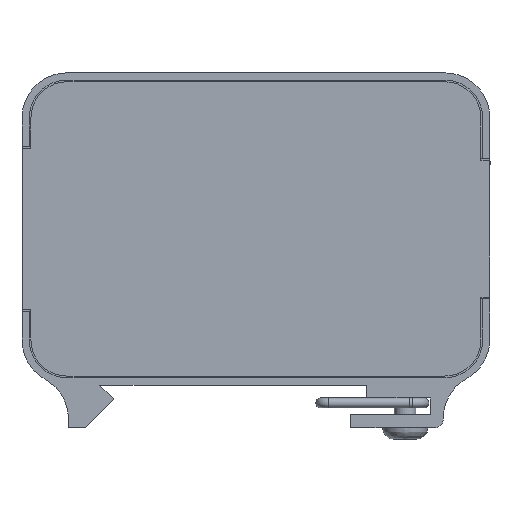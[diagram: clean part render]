
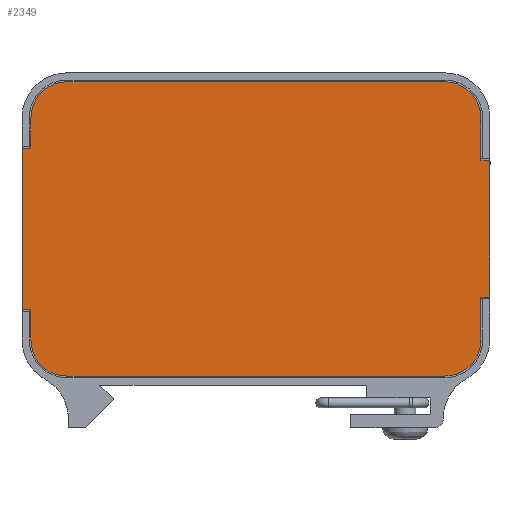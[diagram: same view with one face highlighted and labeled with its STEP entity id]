
A CAD part, front view. The second image highlights one B-rep face of the part: STEP entity #2349.
In plain terms, the highlighted face is planar.
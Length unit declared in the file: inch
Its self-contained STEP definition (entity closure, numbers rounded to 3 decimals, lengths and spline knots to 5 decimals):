
#203=CIRCLE('',#2527,0.2);
#205=CIRCLE('',#2535,0.2);
#207=CIRCLE('',#2539,0.2);
#209=CIRCLE('',#2547,0.2);
#386=FACE_OUTER_BOUND('',#536,.T.);
#536=EDGE_LOOP('',(#1982,#1983,#1984,#1985,#1986,#1987,#1988,#1989,#1990,
#1991,#1992,#1993,#1994,#1995,#1996,#1997));
#736=LINE('',#3704,#956);
#739=LINE('',#3710,#959);
#742=LINE('',#3716,#962);
#745=LINE('',#3722,#965);
#748=LINE('',#3728,#968);
#752=LINE('',#3740,#972);
#756=LINE('',#3752,#976);
#759=LINE('',#3758,#979);
#762=LINE('',#3764,#982);
#765=LINE('',#3770,#985);
#768=LINE('',#3776,#988);
#772=LINE('',#3786,#992);
#956=VECTOR('',#3008,0.1695);
#959=VECTOR('',#3013,0.05);
#962=VECTOR('',#3018,0.896);
#965=VECTOR('',#3023,0.05);
#968=VECTOR('',#3028,0.1695);
#972=VECTOR('',#3040,2.1);
#976=VECTOR('',#3052,0.2385);
#979=VECTOR('',#3057,0.05);
#982=VECTOR('',#3062,0.758);
#985=VECTOR('',#3067,0.05);
#988=VECTOR('',#3072,0.2385);
#992=VECTOR('',#3084,2.1);
#1171=VERTEX_POINT('',#3695);
#1172=VERTEX_POINT('',#3697);
#1174=VERTEX_POINT('',#3703);
#1176=VERTEX_POINT('',#3709);
#1178=VERTEX_POINT('',#3715);
#1180=VERTEX_POINT('',#3721);
#1182=VERTEX_POINT('',#3727);
#1184=VERTEX_POINT('',#3733);
#1186=VERTEX_POINT('',#3739);
#1188=VERTEX_POINT('',#3745);
#1190=VERTEX_POINT('',#3751);
#1192=VERTEX_POINT('',#3757);
#1194=VERTEX_POINT('',#3763);
#1196=VERTEX_POINT('',#3769);
#1198=VERTEX_POINT('',#3775);
#1200=VERTEX_POINT('',#3781);
#1440=EDGE_CURVE('',#1172,#1171,#203,.T.);
#1443=EDGE_CURVE('',#1174,#1172,#736,.T.);
#1446=EDGE_CURVE('',#1176,#1174,#739,.T.);
#1449=EDGE_CURVE('',#1178,#1176,#742,.T.);
#1452=EDGE_CURVE('',#1180,#1178,#745,.T.);
#1455=EDGE_CURVE('',#1182,#1180,#748,.T.);
#1458=EDGE_CURVE('',#1184,#1182,#205,.T.);
#1461=EDGE_CURVE('',#1186,#1184,#752,.T.);
#1464=EDGE_CURVE('',#1188,#1186,#207,.T.);
#1467=EDGE_CURVE('',#1190,#1188,#756,.T.);
#1470=EDGE_CURVE('',#1192,#1190,#759,.T.);
#1473=EDGE_CURVE('',#1194,#1192,#762,.T.);
#1476=EDGE_CURVE('',#1196,#1194,#765,.T.);
#1479=EDGE_CURVE('',#1198,#1196,#768,.T.);
#1482=EDGE_CURVE('',#1200,#1198,#209,.T.);
#1485=EDGE_CURVE('',#1171,#1200,#772,.T.);
#1982=ORIENTED_EDGE('',*,*,#1485,.T.);
#1983=ORIENTED_EDGE('',*,*,#1482,.T.);
#1984=ORIENTED_EDGE('',*,*,#1479,.T.);
#1985=ORIENTED_EDGE('',*,*,#1476,.T.);
#1986=ORIENTED_EDGE('',*,*,#1473,.T.);
#1987=ORIENTED_EDGE('',*,*,#1470,.T.);
#1988=ORIENTED_EDGE('',*,*,#1467,.T.);
#1989=ORIENTED_EDGE('',*,*,#1464,.T.);
#1990=ORIENTED_EDGE('',*,*,#1461,.T.);
#1991=ORIENTED_EDGE('',*,*,#1458,.T.);
#1992=ORIENTED_EDGE('',*,*,#1455,.T.);
#1993=ORIENTED_EDGE('',*,*,#1452,.T.);
#1994=ORIENTED_EDGE('',*,*,#1449,.T.);
#1995=ORIENTED_EDGE('',*,*,#1446,.T.);
#1996=ORIENTED_EDGE('',*,*,#1443,.T.);
#1997=ORIENTED_EDGE('',*,*,#1440,.T.);
#2231=PLANE('',#2549);
#2349=ADVANCED_FACE('',(#386),#2231,.T.);
#2527=AXIS2_PLACEMENT_3D('',#3698,#3002,#3003);
#2535=AXIS2_PLACEMENT_3D('',#3734,#3034,#3035);
#2539=AXIS2_PLACEMENT_3D('',#3746,#3046,#3047);
#2547=AXIS2_PLACEMENT_3D('',#3782,#3078,#3079);
#2549=AXIS2_PLACEMENT_3D('',#3787,#3085,#3086);
#3002=DIRECTION('center_axis',(0.,1.,0.));
#3003=DIRECTION('ref_axis',(1.,0.,0.));
#3008=DIRECTION('',(0.,0.,1.));
#3013=DIRECTION('',(1.,0.,0.));
#3018=DIRECTION('',(0.,0.,1.));
#3023=DIRECTION('',(-1.,0.,0.));
#3028=DIRECTION('',(0.,0.,1.));
#3034=DIRECTION('center_axis',(0.,1.,0.));
#3035=DIRECTION('ref_axis',(0.,0.,1.));
#3040=DIRECTION('',(-1.,0.,0.));
#3046=DIRECTION('center_axis',(0.,1.,0.));
#3047=DIRECTION('ref_axis',(-1.,0.,0.));
#3052=DIRECTION('',(0.,0.,-1.));
#3057=DIRECTION('',(-1.,0.,0.));
#3062=DIRECTION('',(0.,0.,-1.));
#3067=DIRECTION('',(1.,0.,0.));
#3072=DIRECTION('',(0.,0.,-1.));
#3078=DIRECTION('center_axis',(0.,1.,0.));
#3079=DIRECTION('ref_axis',(0.,0.,-1.));
#3084=DIRECTION('',(1.,0.,0.));
#3085=DIRECTION('center_axis',(0.,1.,0.));
#3086=DIRECTION('ref_axis',(0.,0.,1.));
#3695=CARTESIAN_POINT('',(-1.51178,0.0625,0.93959));
#3697=CARTESIAN_POINT('',(-1.71178,0.0625,0.73959));
#3698=CARTESIAN_POINT('Origin',(-1.51178,0.0625,0.73959));
#3703=CARTESIAN_POINT('',(-1.71178,0.0625,0.57009));
#3704=CARTESIAN_POINT('',(-1.71178,0.0625,0.73959));
#3709=CARTESIAN_POINT('',(-1.76178,0.0625,0.57009));
#3710=CARTESIAN_POINT('',(-1.71178,0.0625,0.57009));
#3715=CARTESIAN_POINT('',(-1.76178,0.0625,-0.32591));
#3716=CARTESIAN_POINT('',(-1.76178,0.0625,0.57009));
#3721=CARTESIAN_POINT('',(-1.71178,0.0625,-0.32591));
#3722=CARTESIAN_POINT('',(-1.76178,0.0625,-0.32591));
#3727=CARTESIAN_POINT('',(-1.71178,0.0625,-0.49541));
#3728=CARTESIAN_POINT('',(-1.71178,0.0625,-0.32591));
#3733=CARTESIAN_POINT('',(-1.51178,0.0625,-0.69541));
#3734=CARTESIAN_POINT('Origin',(-1.51178,0.0625,-0.49541));
#3739=CARTESIAN_POINT('',(0.58822,0.0625,-0.69541));
#3740=CARTESIAN_POINT('',(-1.51178,0.0625,-0.69541));
#3745=CARTESIAN_POINT('',(0.78822,0.0625,-0.49541));
#3746=CARTESIAN_POINT('Origin',(0.58822,0.0625,-0.49541));
#3751=CARTESIAN_POINT('',(0.78822,0.0625,-0.25691));
#3752=CARTESIAN_POINT('',(0.78822,0.0625,-0.49541));
#3757=CARTESIAN_POINT('',(0.83822,0.0625,-0.25691));
#3758=CARTESIAN_POINT('',(0.78822,0.0625,-0.25691));
#3763=CARTESIAN_POINT('',(0.83822,0.0625,0.50109));
#3764=CARTESIAN_POINT('',(0.83822,0.0625,-0.25691));
#3769=CARTESIAN_POINT('',(0.78822,0.0625,0.50109));
#3770=CARTESIAN_POINT('',(0.83822,0.0625,0.50109));
#3775=CARTESIAN_POINT('',(0.78822,0.0625,0.73959));
#3776=CARTESIAN_POINT('',(0.78822,0.0625,0.50109));
#3781=CARTESIAN_POINT('',(0.58822,0.0625,0.93959));
#3782=CARTESIAN_POINT('Origin',(0.58822,0.0625,0.73959));
#3786=CARTESIAN_POINT('',(0.58822,0.0625,0.93959));
#3787=CARTESIAN_POINT('Origin',(-0.46266,0.0625,0.12209));
